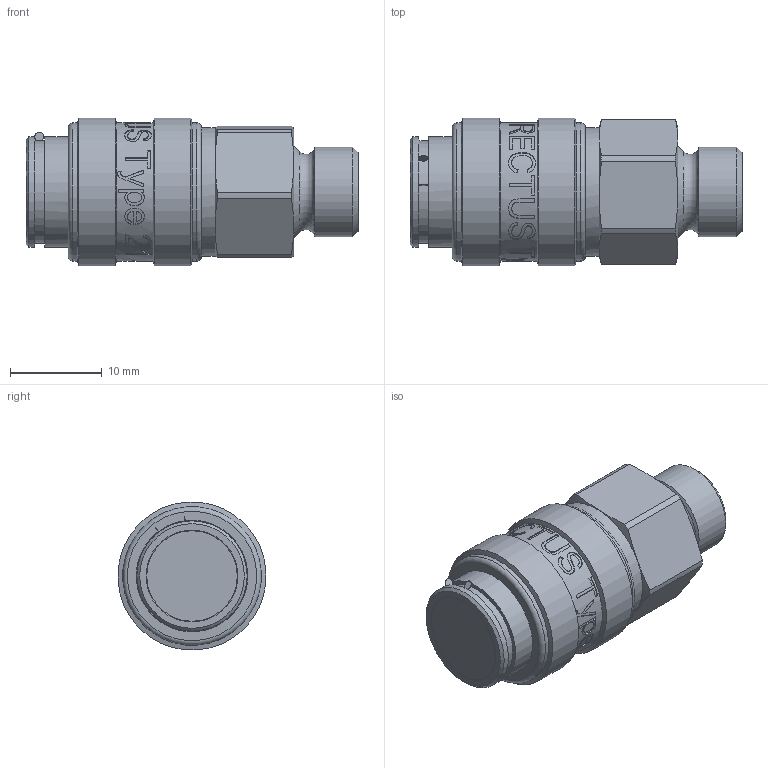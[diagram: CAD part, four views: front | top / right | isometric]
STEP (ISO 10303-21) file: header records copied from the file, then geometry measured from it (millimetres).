
FILE_DESCRIPTION((''),'2;1');
FILE_NAME('21kbaw10rvx.stp','2014-03-10T07:49:04',('IA176480'),(''),'Autodesk Inventor 2013','Autodesk Inventor 2013','');
FILE_SCHEMA(('AUTOMOTIVE_DESIGN { 1 0 10303 214 1 1 1 1 }'));
Length unit declared in the file: millimetre
Products named in the file (1): D106972
Bounding box: 36.15 x 16.09 x 16.09 mm (x, y, z)
Volume: 5172.4 mm3; surface area: 3376.8 mm2
Topology: 2 solids, 3 shells, 398 faces, 1014 edges, 666 vertices
Faces by surface type: bspline 174, plane 130, cylinder 61, cone 28, torus 5
Full cylindrical faces by diameter (mm): 9.728 x1, 9.863 x1, 11.15 x1, 11.4 x1, 12 x3, 12.15 x2, 14 x3, 15.1 x3, 16.15 x2
Entity records: 55906 total; most frequent: CARTESIAN_POINT 47403, ORIENTED_EDGE 1936, DIRECTION 1072, EDGE_CURVE 968, VERTEX_POINT 658, EDGE_LOOP 484, B_SPLINE_CURVE_WITH_KNOTS 459, FACE_OUTER_BOUND 398
